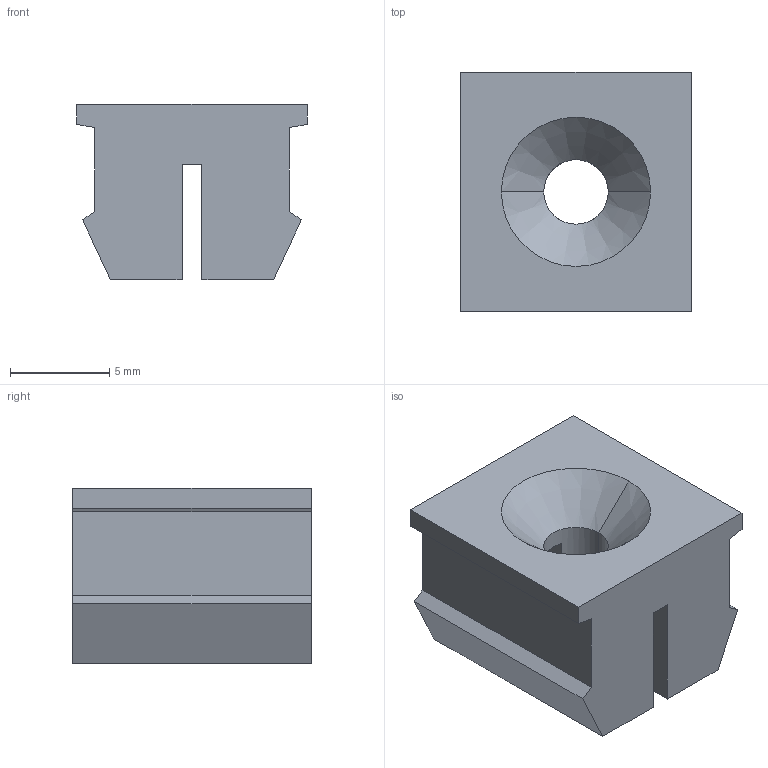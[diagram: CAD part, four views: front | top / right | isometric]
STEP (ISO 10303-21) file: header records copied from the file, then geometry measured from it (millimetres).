
FILE_DESCRIPTION (( 'STEP AP203' ), '1' );
FILE_NAME ('412111987_c_1.STEP', '2022-11-17T06:11:34', ( '' ), ( '' ), 'SwSTEP 2.0', 'SolidWorks 2014', '' );
FILE_SCHEMA (( 'CONFIG_CONTROL_DESIGN' ));
Length unit declared in the file: millimetre
Products named in the file (1): 412111987_c_1
Bounding box: 11.6 x 12 x 8.8 mm (x, y, z)
Volume: 891 mm3; surface area: 873.2 mm2
Topology: 1 solids, 3 shells, 45 faces, 106 edges, 70 vertices
Faces by surface type: plane 29, cylinder 14, cone 2
Entity records: 1375 total; most frequent: DIRECTION 232, CARTESIAN_POINT 222, ORIENTED_EDGE 212, EDGE_CURVE 106, AXIS2_PLACEMENT_3D 80, LINE 72, VECTOR 72, VERTEX_POINT 70
